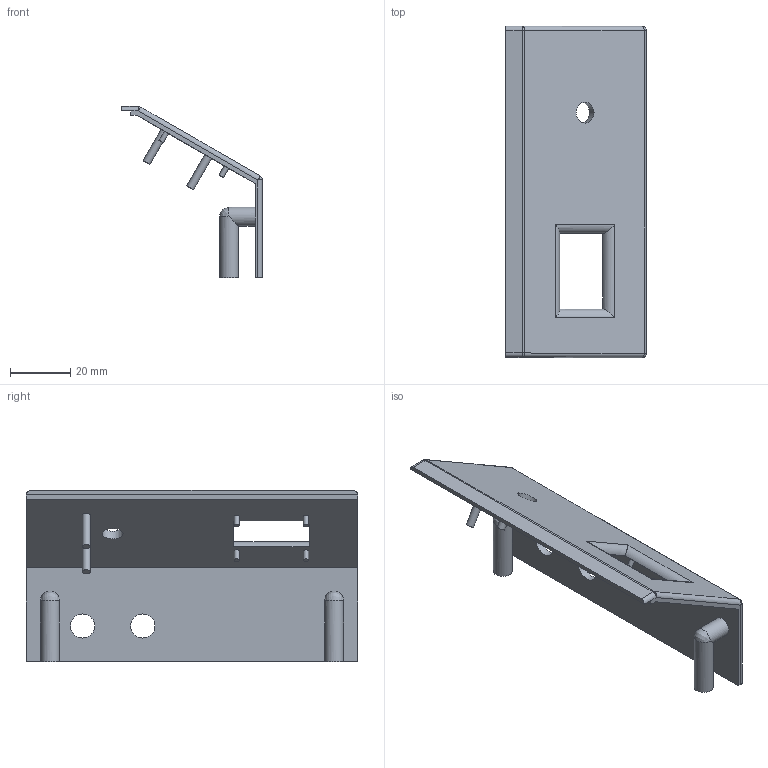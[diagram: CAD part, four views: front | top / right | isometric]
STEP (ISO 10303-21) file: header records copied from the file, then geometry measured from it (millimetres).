
FILE_DESCRIPTION(/* description */ (''),/* implementation_level */ '2;1');
FILE_NAME(/* name */ 'fure cara delantera.step',/* time_stamp */ '2025-08-10T05:38:34-04:00',/* author */ (''),/* organization */ (''),/* preprocessor_version */ 'ST-DEVELOPER v20.1',/* originating_system */ 'Autodesk Translation Framework v14.10.0.0',/* authorisation */ '');
FILE_SCHEMA (('AUTOMOTIVE_DESIGN { 1 0 10303 214 3 1 1 }'));
Length unit declared in the file: millimetre
Products named in the file (1): fure v1
Bounding box: 46.77 x 110 x 56.8 mm (x, y, z)
Volume: 24975.6 mm3; surface area: 19991.1 mm2
Topology: 1 solids, 1 shells, 55 faces, 117 edges, 68 vertices
Faces by surface type: cylinder 25, plane 24, sphere 4, bspline 2
Full cylindrical faces by diameter (mm): 1.7 x4, 2.6 x2, 6.3 x4, 6.9 x1, 8 x2
Entity records: 1579 total; most frequent: CARTESIAN_POINT 345, DIRECTION 269, ORIENTED_EDGE 226, EDGE_CURVE 113, AXIS2_PLACEMENT_3D 102, EDGE_LOOP 71, VERTEX_POINT 68, LINE 65
